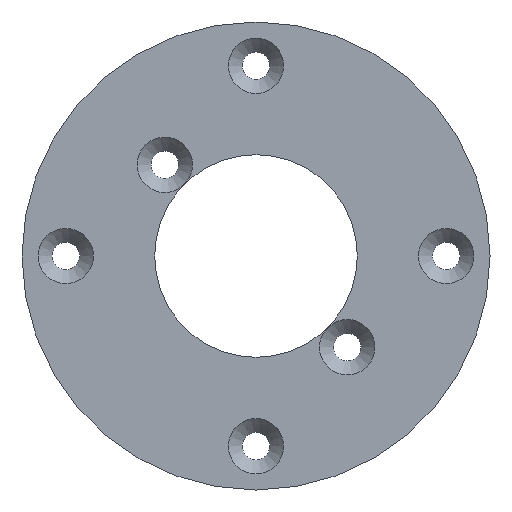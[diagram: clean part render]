
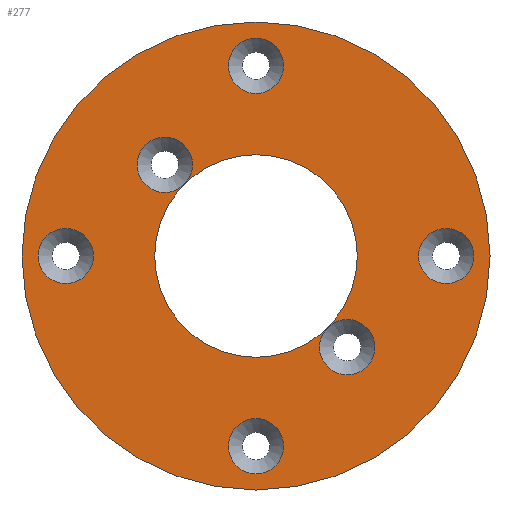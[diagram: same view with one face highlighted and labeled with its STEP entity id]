
A CAD part, front view. The second image highlights one B-rep face of the part: STEP entity #277.
In plain terms, the highlighted planar face has unit normal (0, -1, 0).
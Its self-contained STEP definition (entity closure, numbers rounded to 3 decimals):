
#27=PLANE('',#335);
#72=FACE_BOUND('',#131,.T.);
#73=FACE_BOUND('',#132,.T.);
#74=FACE_BOUND('',#133,.T.);
#75=FACE_BOUND('',#134,.T.);
#76=FACE_BOUND('',#135,.T.);
#77=FACE_BOUND('',#136,.T.);
#78=FACE_BOUND('',#137,.T.);
#100=FACE_OUTER_BOUND('',#130,.T.);
#130=EDGE_LOOP('',(#241));
#131=EDGE_LOOP('',(#242));
#132=EDGE_LOOP('',(#243));
#133=EDGE_LOOP('',(#244));
#134=EDGE_LOOP('',(#245));
#135=EDGE_LOOP('',(#246));
#136=EDGE_LOOP('',(#247));
#137=EDGE_LOOP('',(#248));
#146=CIRCLE('',#300,3.);
#149=CIRCLE('',#305,3.);
#153=CIRCLE('',#311,11.);
#154=CIRCLE('',#313,3.);
#157=CIRCLE('',#318,3.);
#160=CIRCLE('',#323,3.);
#163=CIRCLE('',#328,3.);
#167=CIRCLE('',#334,25.4);
#169=VERTEX_POINT('',#420);
#172=VERTEX_POINT('',#428);
#176=VERTEX_POINT('',#438);
#177=VERTEX_POINT('',#441);
#180=VERTEX_POINT('',#449);
#183=VERTEX_POINT('',#457);
#186=VERTEX_POINT('',#465);
#190=VERTEX_POINT('',#475);
#191=EDGE_CURVE('',#169,#169,#146,.T.);
#194=EDGE_CURVE('',#172,#172,#149,.T.);
#198=EDGE_CURVE('',#176,#176,#153,.T.);
#199=EDGE_CURVE('',#177,#177,#154,.T.);
#202=EDGE_CURVE('',#180,#180,#157,.T.);
#205=EDGE_CURVE('',#183,#183,#160,.T.);
#208=EDGE_CURVE('',#186,#186,#163,.T.);
#212=EDGE_CURVE('',#190,#190,#167,.T.);
#241=ORIENTED_EDGE('',*,*,#212,.T.);
#242=ORIENTED_EDGE('',*,*,#191,.T.);
#243=ORIENTED_EDGE('',*,*,#194,.T.);
#244=ORIENTED_EDGE('',*,*,#198,.T.);
#245=ORIENTED_EDGE('',*,*,#199,.T.);
#246=ORIENTED_EDGE('',*,*,#202,.T.);
#247=ORIENTED_EDGE('',*,*,#205,.T.);
#248=ORIENTED_EDGE('',*,*,#208,.T.);
#277=ADVANCED_FACE('',(#100,#72,#73,#74,#75,#76,#77,#78),#27,.F.);
#300=AXIS2_PLACEMENT_3D('',#421,#342,#343);
#305=AXIS2_PLACEMENT_3D('',#429,#352,#353);
#311=AXIS2_PLACEMENT_3D('',#439,#364,#365);
#313=AXIS2_PLACEMENT_3D('',#442,#368,#369);
#318=AXIS2_PLACEMENT_3D('',#450,#378,#379);
#323=AXIS2_PLACEMENT_3D('',#458,#388,#389);
#328=AXIS2_PLACEMENT_3D('',#466,#398,#399);
#334=AXIS2_PLACEMENT_3D('',#476,#410,#411);
#335=AXIS2_PLACEMENT_3D('',#477,#412,#413);
#342=DIRECTION('center_axis',(0.,1.,0.));
#343=DIRECTION('ref_axis',(1.,0.,0.));
#352=DIRECTION('center_axis',(0.,1.,0.));
#353=DIRECTION('ref_axis',(1.,0.,0.));
#364=DIRECTION('center_axis',(0.,1.,0.));
#365=DIRECTION('ref_axis',(-1.,0.,0.));
#368=DIRECTION('center_axis',(0.,1.,0.));
#369=DIRECTION('ref_axis',(1.,0.,0.));
#378=DIRECTION('center_axis',(0.,1.,0.));
#379=DIRECTION('ref_axis',(1.,0.,0.));
#388=DIRECTION('center_axis',(0.,1.,0.));
#389=DIRECTION('ref_axis',(1.,0.,0.));
#398=DIRECTION('center_axis',(0.,1.,0.));
#399=DIRECTION('ref_axis',(1.,0.,0.));
#410=DIRECTION('center_axis',(0.,-1.,0.));
#411=DIRECTION('ref_axis',(1.,0.,0.));
#412=DIRECTION('center_axis',(0.,1.,0.));
#413=DIRECTION('ref_axis',(0.,0.,1.));
#420=CARTESIAN_POINT('',(-6.9,0.,9.9));
#421=CARTESIAN_POINT('Origin',(-9.9,0.,9.9));
#428=CARTESIAN_POINT('',(12.9,0.,-9.9));
#429=CARTESIAN_POINT('Origin',(9.9,0.,-9.9));
#438=CARTESIAN_POINT('',(11.,0.,0.));
#439=CARTESIAN_POINT('Origin',(0.,0.,0.));
#441=CARTESIAN_POINT('',(23.648,0.,0.));
#442=CARTESIAN_POINT('Origin',(20.648,0.,0.));
#449=CARTESIAN_POINT('',(-17.648,0.,0.));
#450=CARTESIAN_POINT('Origin',(-20.648,0.,0.));
#457=CARTESIAN_POINT('',(3.,0.,20.648));
#458=CARTESIAN_POINT('Origin',(0.,0.,20.648));
#465=CARTESIAN_POINT('',(3.,0.,-20.648));
#466=CARTESIAN_POINT('Origin',(0.,0.,-20.648));
#475=CARTESIAN_POINT('',(-25.4,0.,0.));
#476=CARTESIAN_POINT('Origin',(0.,0.,0.));
#477=CARTESIAN_POINT('Origin',(0.,0.,0.));
